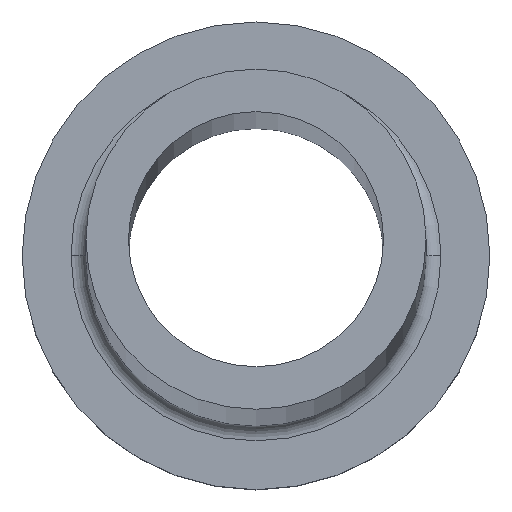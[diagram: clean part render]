
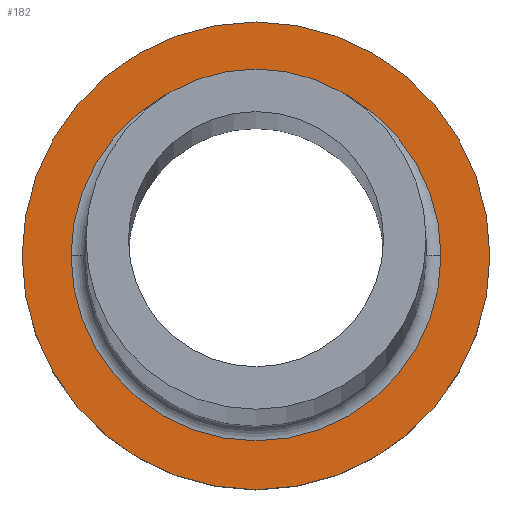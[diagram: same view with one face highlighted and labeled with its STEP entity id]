
A CAD part, top view. The second image highlights one B-rep face of the part: STEP entity #182.
In plain terms, the highlighted planar face has unit normal (0, 0, 1).
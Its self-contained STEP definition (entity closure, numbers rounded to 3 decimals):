
#4 = EDGE_CURVE ( 'NONE', #98, #150, #164, .T. ) ;
#5 = CARTESIAN_POINT ( 'NONE',  ( 0., 0., 7. ) ) ;
#8 = CARTESIAN_POINT ( 'NONE',  ( 0., 0., 7. ) ) ;
#18 = DIRECTION ( 'NONE',  ( 0., 0., -1. ) ) ;
#21 = CARTESIAN_POINT ( 'NONE',  ( 8.7, 0., 7. ) ) ;
#32 = FACE_BOUND ( 'NONE', #112, .T. ) ;
#33 = CARTESIAN_POINT ( 'NONE',  ( -8.7, 0., 7. ) ) ;
#37 = CIRCLE ( 'NONE', #55, 8.7 ) ;
#55 = AXIS2_PLACEMENT_3D ( 'NONE', #8, #194, #124 ) ;
#59 = ORIENTED_EDGE ( 'NONE', *, *, #4, .T. ) ;
#62 = ORIENTED_EDGE ( 'NONE', *, *, #117, .T. ) ;
#64 = VERTEX_POINT ( 'NONE', #33 ) ;
#98 = VERTEX_POINT ( 'NONE', #226 ) ;
#107 = CARTESIAN_POINT ( 'NONE',  ( 0., 0., 7. ) ) ;
#112 = EDGE_LOOP ( 'NONE', ( #191, #62 ) ) ;
#116 = CIRCLE ( 'NONE', #335, 8.7 ) ;
#117 = EDGE_CURVE ( 'NONE', #64, #280, #37, .T. ) ;
#121 = EDGE_LOOP ( 'NONE', ( #59, #218 ) ) ;
#124 = DIRECTION ( 'NONE',  ( 1., 0., 0. ) ) ;
#129 = DIRECTION ( 'NONE',  ( 1., 0., 0. ) ) ;
#132 = CARTESIAN_POINT ( 'NONE',  ( 11., 0., 7. ) ) ;
#150 = VERTEX_POINT ( 'NONE', #132 ) ;
#151 = FACE_OUTER_BOUND ( 'NONE', #121, .T. ) ;
#153 = DIRECTION ( 'NONE',  ( 0., 0., 1. ) ) ;
#164 = CIRCLE ( 'NONE', #170, 11. ) ;
#170 = AXIS2_PLACEMENT_3D ( 'NONE', #339, #153, #129 ) ;
#178 = AXIS2_PLACEMENT_3D ( 'NONE', #5, #360, #216 ) ;
#182 = ADVANCED_FACE ( 'NONE', ( #32, #151 ), #281, .T. ) ;
#191 = ORIENTED_EDGE ( 'NONE', *, *, #316, .T. ) ;
#194 = DIRECTION ( 'NONE',  ( 0., 0., -1. ) ) ;
#215 = CIRCLE ( 'NONE', #331, 11. ) ;
#216 = DIRECTION ( 'NONE',  ( 1., 0., 0. ) ) ;
#218 = ORIENTED_EDGE ( 'NONE', *, *, #236, .T. ) ;
#226 = CARTESIAN_POINT ( 'NONE',  ( -11., 0., 7. ) ) ;
#236 = EDGE_CURVE ( 'NONE', #150, #98, #215, .T. ) ;
#266 = DIRECTION ( 'NONE',  ( 1., 0., 0. ) ) ;
#269 = DIRECTION ( 'NONE',  ( 0., 0., 1. ) ) ;
#280 = VERTEX_POINT ( 'NONE', #21 ) ;
#281 = PLANE ( 'NONE',  #178 ) ;
#292 = CARTESIAN_POINT ( 'NONE',  ( 0., 0., 7. ) ) ;
#316 = EDGE_CURVE ( 'NONE', #280, #64, #116, .T. ) ;
#331 = AXIS2_PLACEMENT_3D ( 'NONE', #107, #269, #372 ) ;
#335 = AXIS2_PLACEMENT_3D ( 'NONE', #292, #18, #266 ) ;
#339 = CARTESIAN_POINT ( 'NONE',  ( 0., 0., 7. ) ) ;
#360 = DIRECTION ( 'NONE',  ( 0., 0., 1. ) ) ;
#372 = DIRECTION ( 'NONE',  ( 1., 0., 0. ) ) ;
